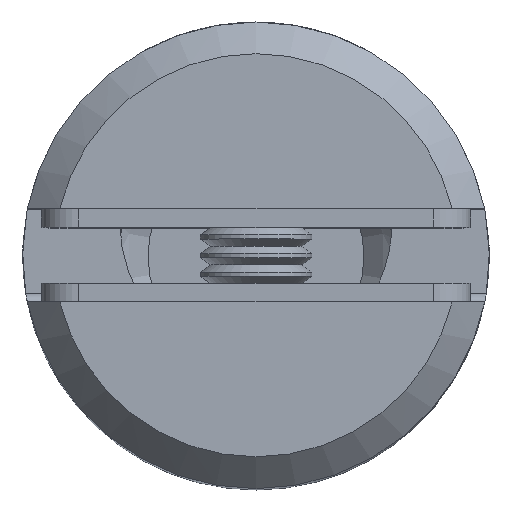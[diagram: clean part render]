
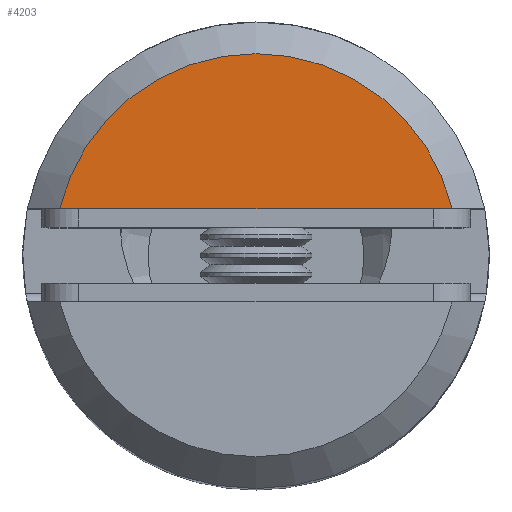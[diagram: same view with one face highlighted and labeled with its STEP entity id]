
A CAD part, top view. The second image highlights one B-rep face of the part: STEP entity #4203.
In plain terms, the highlighted planar face has unit normal (0, 0, 1).
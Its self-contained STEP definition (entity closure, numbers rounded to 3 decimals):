
#1456 = EDGE_CURVE ( 'NONE', #13461, #18435, #17637, .T. ) ;
#3970 = VECTOR ( 'NONE', #9977, 1000. ) ;
#4203 = ADVANCED_FACE ( 'NONE', ( #22244 ), #18697, .T. ) ;
#4438 = ORIENTED_EDGE ( 'NONE', *, *, #18260, .T. ) ;
#4557 = ORIENTED_EDGE ( 'NONE', *, *, #1456, .T. ) ;
#4793 = DIRECTION ( 'NONE',  ( 0., 0., 1. ) ) ;
#6547 = CARTESIAN_POINT ( 'NONE',  ( 0., 0., 24.5 ) ) ;
#9977 = DIRECTION ( 'NONE',  ( 1., 0., 0. ) ) ;
#10999 = AXIS2_PLACEMENT_3D ( 'NONE', #20443, #4793, #18771 ) ;
#11905 = DIRECTION ( 'NONE',  ( 0., 0., 1. ) ) ;
#13461 = VERTEX_POINT ( 'NONE', #17686 ) ;
#13665 = EDGE_LOOP ( 'NONE', ( #4557, #4438 ) ) ;
#13964 = CARTESIAN_POINT ( 'NONE',  ( 10.507, 2.5, 24.5 ) ) ;
#17244 = DIRECTION ( 'NONE',  ( 1., 0., 0. ) ) ;
#17637 = LINE ( 'NONE', #20430, #3970 ) ;
#17686 = CARTESIAN_POINT ( 'NONE',  ( -10.507, 2.5, 24.5 ) ) ;
#18260 = EDGE_CURVE ( 'NONE', #18435, #13461, #22196, .T. ) ;
#18435 = VERTEX_POINT ( 'NONE', #13964 ) ;
#18697 = PLANE ( 'NONE',  #10999 ) ;
#18771 = DIRECTION ( 'NONE',  ( 1., 0., 0. ) ) ;
#20430 = CARTESIAN_POINT ( 'NONE',  ( -12.247, 2.5, 24.5 ) ) ;
#20443 = CARTESIAN_POINT ( 'NONE',  ( 0., 0., 24.5 ) ) ;
#22196 = CIRCLE ( 'NONE', #22588, 10.8 ) ;
#22244 = FACE_OUTER_BOUND ( 'NONE', #13665, .T. ) ;
#22588 = AXIS2_PLACEMENT_3D ( 'NONE', #6547, #11905, #17244 ) ;
